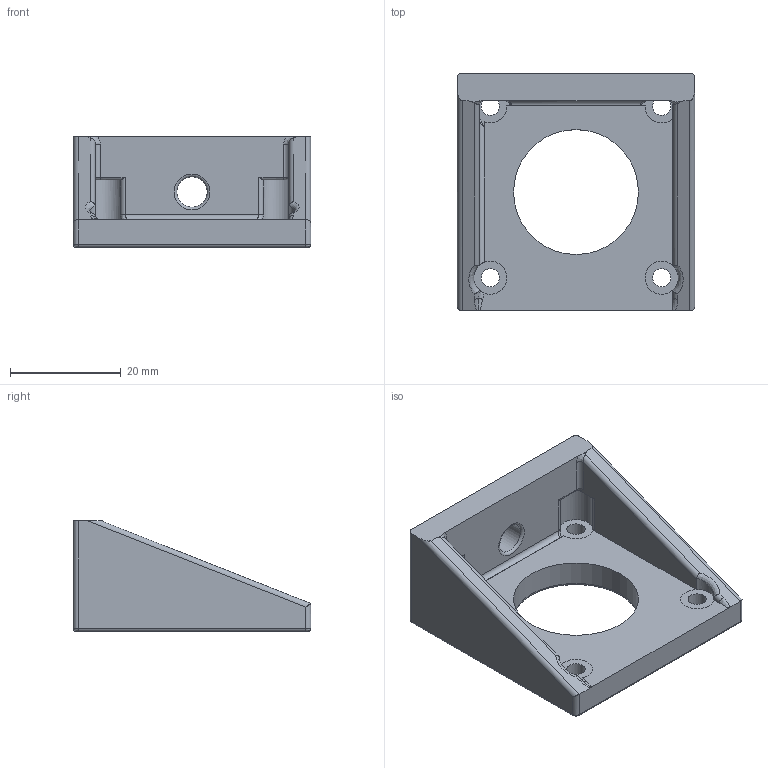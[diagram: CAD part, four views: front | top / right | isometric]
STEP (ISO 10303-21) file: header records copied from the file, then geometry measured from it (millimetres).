
FILE_DESCRIPTION(/* description */ (''),/* implementation_level */ '2;1');
FILE_NAME(/* name */ 'Hybrid Caridge motor mount.step',/* time_stamp */ '2024-10-08T19:32:47+03:00',/* author */ (''),/* organization */ (''),/* preprocessor_version */ 'ST-DEVELOPER v20',/* originating_system */ 'Autodesk Translation Framework v13.20.0.188',/* authorisation */ '');
FILE_SCHEMA (('AUTOMOTIVE_DESIGN { 1 0 10303 214 3 1 1 }'));
Length unit declared in the file: millimetre
Products named in the file (1): Hybrid Caridge motor mount left
Bounding box: 43 x 43 x 20 mm (x, y, z)
Volume: 12242.6 mm3; surface area: 6677.2 mm2
Topology: 1 solids, 1 shells, 79 faces, 213 edges, 136 vertices
Faces by surface type: cylinder 34, plane 21, bspline 15, torus 9
Full cylindrical faces by diameter (mm): 3.3 x4, 5.5 x1, 22.6 x1
Entity records: 3428 total; most frequent: CARTESIAN_POINT 1420, ORIENTED_EDGE 426, DIRECTION 400, EDGE_CURVE 213, AXIS2_PLACEMENT_3D 160, VERTEX_POINT 136, EDGE_LOOP 91, CIRCLE 81
